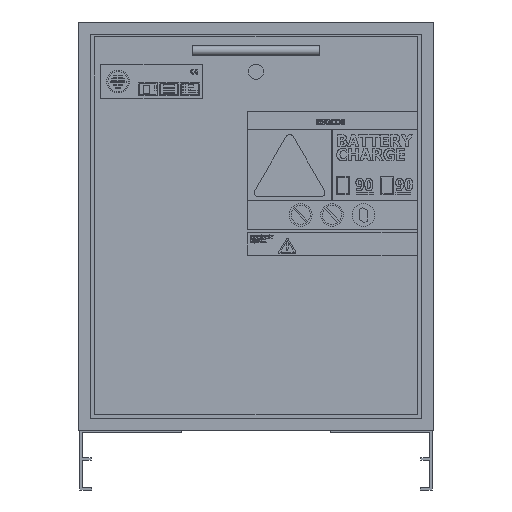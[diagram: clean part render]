
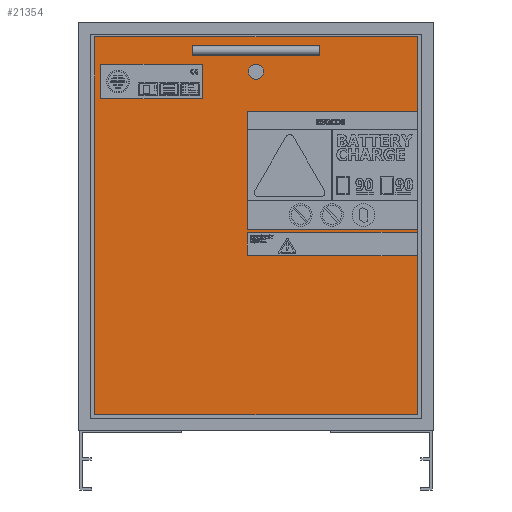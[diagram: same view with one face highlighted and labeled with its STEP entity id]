
A CAD part, front view. The second image highlights one B-rep face of the part: STEP entity #21354.
In plain terms, the highlighted planar face has unit normal (0, -1, 0).
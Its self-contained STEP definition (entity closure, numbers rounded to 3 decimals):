
#828=FACE_BOUND('',#2621,.T.);
#829=FACE_BOUND('',#2622,.T.);
#830=FACE_BOUND('',#2623,.T.);
#831=FACE_BOUND('',#2624,.T.);
#1405=FACE_OUTER_BOUND('',#2620,.T.);
#2620=EDGE_LOOP('',(#15057,#15058,#15059,#15060,#15061,#15062,#15063,#15064,
#15065,#15066,#15067,#15068,#15069,#15070,#15071,#15072));
#2621=EDGE_LOOP('',(#15073,#15074,#15075,#15076));
#2622=EDGE_LOOP('',(#15077,#15078,#15079,#15080));
#2623=EDGE_LOOP('',(#15081));
#2624=EDGE_LOOP('',(#15082,#15083,#15084,#15085));
#4255=LINE('',#30296,#6502);
#4258=LINE('',#30304,#6505);
#4261=LINE('',#30311,#6508);
#4262=LINE('',#30315,#6509);
#4263=LINE('',#30317,#6510);
#4264=LINE('',#30319,#6511);
#4265=LINE('',#30321,#6512);
#4266=LINE('',#30323,#6513);
#4267=LINE('',#30325,#6514);
#4268=LINE('',#30327,#6515);
#4269=LINE('',#30329,#6516);
#4270=LINE('',#30330,#6517);
#4271=LINE('',#30333,#6518);
#4272=LINE('',#30335,#6519);
#4273=LINE('',#30337,#6520);
#4274=LINE('',#30338,#6521);
#4275=LINE('',#30341,#6522);
#4276=LINE('',#30343,#6523);
#4277=LINE('',#30345,#6524);
#4278=LINE('',#30346,#6525);
#4279=LINE('',#30351,#6526);
#4280=LINE('',#30353,#6527);
#4281=LINE('',#30355,#6528);
#4282=LINE('',#30356,#6529);
#6502=VECTOR('',#24910,10.);
#6505=VECTOR('',#24919,10.);
#6508=VECTOR('',#24928,10.);
#6509=VECTOR('',#24933,10.);
#6510=VECTOR('',#24934,10.);
#6511=VECTOR('',#24935,10.);
#6512=VECTOR('',#24936,10.);
#6513=VECTOR('',#24937,10.);
#6514=VECTOR('',#24938,10.);
#6515=VECTOR('',#24939,10.);
#6516=VECTOR('',#24940,10.);
#6517=VECTOR('',#24941,10.);
#6518=VECTOR('',#24942,10.);
#6519=VECTOR('',#24943,10.);
#6520=VECTOR('',#24944,10.);
#6521=VECTOR('',#24945,10.);
#6522=VECTOR('',#24946,10.);
#6523=VECTOR('',#24947,10.);
#6524=VECTOR('',#24948,10.);
#6525=VECTOR('',#24949,10.);
#6526=VECTOR('',#24952,10.);
#6527=VECTOR('',#24953,10.);
#6528=VECTOR('',#24954,10.);
#6529=VECTOR('',#24955,10.);
#8096=CIRCLE('',#22577,2.);
#8097=CIRCLE('',#22579,2.);
#8098=CIRCLE('',#22582,2.);
#8099=CIRCLE('',#22585,2.);
#8100=CIRCLE('',#22589,12.5);
#8844=VERTEX_POINT('',#30283);
#8845=VERTEX_POINT('',#30284);
#8846=VERTEX_POINT('',#30289);
#8847=VERTEX_POINT('',#30290);
#8848=VERTEX_POINT('',#30295);
#8849=VERTEX_POINT('',#30299);
#8850=VERTEX_POINT('',#30303);
#8851=VERTEX_POINT('',#30307);
#8852=VERTEX_POINT('',#30314);
#8853=VERTEX_POINT('',#30316);
#8854=VERTEX_POINT('',#30318);
#8855=VERTEX_POINT('',#30320);
#8856=VERTEX_POINT('',#30322);
#8857=VERTEX_POINT('',#30324);
#8858=VERTEX_POINT('',#30326);
#8859=VERTEX_POINT('',#30328);
#8860=VERTEX_POINT('',#30331);
#8861=VERTEX_POINT('',#30332);
#8862=VERTEX_POINT('',#30334);
#8863=VERTEX_POINT('',#30336);
#8864=VERTEX_POINT('',#30339);
#8865=VERTEX_POINT('',#30340);
#8866=VERTEX_POINT('',#30342);
#8867=VERTEX_POINT('',#30344);
#8868=VERTEX_POINT('',#30347);
#8869=VERTEX_POINT('',#30349);
#8870=VERTEX_POINT('',#30350);
#8871=VERTEX_POINT('',#30352);
#8872=VERTEX_POINT('',#30354);
#11126=EDGE_CURVE('',#8844,#8845,#8096,.T.);
#11129=EDGE_CURVE('',#8846,#8847,#8097,.T.);
#11132=EDGE_CURVE('',#8847,#8848,#4255,.T.);
#11134=EDGE_CURVE('',#8848,#8849,#8098,.T.);
#11136=EDGE_CURVE('',#8849,#8850,#4258,.T.);
#11138=EDGE_CURVE('',#8850,#8851,#8099,.T.);
#11140=EDGE_CURVE('',#8851,#8844,#4261,.T.);
#11141=EDGE_CURVE('',#8845,#8852,#4262,.T.);
#11142=EDGE_CURVE('',#8852,#8853,#4263,.T.);
#11143=EDGE_CURVE('',#8853,#8854,#4264,.T.);
#11144=EDGE_CURVE('',#8854,#8855,#4265,.T.);
#11145=EDGE_CURVE('',#8855,#8856,#4266,.T.);
#11146=EDGE_CURVE('',#8857,#8856,#4267,.T.);
#11147=EDGE_CURVE('',#8857,#8858,#4268,.T.);
#11148=EDGE_CURVE('',#8859,#8858,#4269,.T.);
#11149=EDGE_CURVE('',#8859,#8846,#4270,.T.);
#11150=EDGE_CURVE('',#8860,#8861,#4271,.T.);
#11151=EDGE_CURVE('',#8861,#8862,#4272,.T.);
#11152=EDGE_CURVE('',#8862,#8863,#4273,.T.);
#11153=EDGE_CURVE('',#8863,#8860,#4274,.T.);
#11154=EDGE_CURVE('',#8864,#8865,#4275,.T.);
#11155=EDGE_CURVE('',#8865,#8866,#4276,.T.);
#11156=EDGE_CURVE('',#8866,#8867,#4277,.T.);
#11157=EDGE_CURVE('',#8867,#8864,#4278,.T.);
#11158=EDGE_CURVE('',#8868,#8868,#8100,.T.);
#11159=EDGE_CURVE('',#8869,#8870,#4279,.T.);
#11160=EDGE_CURVE('',#8870,#8871,#4280,.T.);
#11161=EDGE_CURVE('',#8871,#8872,#4281,.T.);
#11162=EDGE_CURVE('',#8872,#8869,#4282,.T.);
#15057=ORIENTED_EDGE('',*,*,#11129,.T.);
#15058=ORIENTED_EDGE('',*,*,#11132,.T.);
#15059=ORIENTED_EDGE('',*,*,#11134,.T.);
#15060=ORIENTED_EDGE('',*,*,#11136,.T.);
#15061=ORIENTED_EDGE('',*,*,#11138,.T.);
#15062=ORIENTED_EDGE('',*,*,#11140,.T.);
#15063=ORIENTED_EDGE('',*,*,#11126,.T.);
#15064=ORIENTED_EDGE('',*,*,#11141,.T.);
#15065=ORIENTED_EDGE('',*,*,#11142,.T.);
#15066=ORIENTED_EDGE('',*,*,#11143,.T.);
#15067=ORIENTED_EDGE('',*,*,#11144,.T.);
#15068=ORIENTED_EDGE('',*,*,#11145,.T.);
#15069=ORIENTED_EDGE('',*,*,#11146,.F.);
#15070=ORIENTED_EDGE('',*,*,#11147,.T.);
#15071=ORIENTED_EDGE('',*,*,#11148,.F.);
#15072=ORIENTED_EDGE('',*,*,#11149,.T.);
#15073=ORIENTED_EDGE('',*,*,#11150,.T.);
#15074=ORIENTED_EDGE('',*,*,#11151,.T.);
#15075=ORIENTED_EDGE('',*,*,#11152,.T.);
#15076=ORIENTED_EDGE('',*,*,#11153,.T.);
#15077=ORIENTED_EDGE('',*,*,#11154,.T.);
#15078=ORIENTED_EDGE('',*,*,#11155,.T.);
#15079=ORIENTED_EDGE('',*,*,#11156,.T.);
#15080=ORIENTED_EDGE('',*,*,#11157,.T.);
#15081=ORIENTED_EDGE('',*,*,#11158,.T.);
#15082=ORIENTED_EDGE('',*,*,#11159,.T.);
#15083=ORIENTED_EDGE('',*,*,#11160,.T.);
#15084=ORIENTED_EDGE('',*,*,#11161,.T.);
#15085=ORIENTED_EDGE('',*,*,#11162,.T.);
#19317=PLANE('',#22588);
#21354=ADVANCED_FACE('',(#1405,#828,#829,#830,#831),#19317,.T.);
#22577=AXIS2_PLACEMENT_3D('',#30285,#24898,#24899);
#22579=AXIS2_PLACEMENT_3D('',#30291,#24904,#24905);
#22582=AXIS2_PLACEMENT_3D('',#30300,#24914,#24915);
#22585=AXIS2_PLACEMENT_3D('',#30308,#24923,#24924);
#22588=AXIS2_PLACEMENT_3D('',#30313,#24931,#24932);
#22589=AXIS2_PLACEMENT_3D('',#30348,#24950,#24951);
#24898=DIRECTION('center_axis',(0.,1.,0.));
#24899=DIRECTION('ref_axis',(-1.,0.,0.));
#24904=DIRECTION('center_axis',(0.,1.,0.));
#24905=DIRECTION('ref_axis',(0.,0.,
1.));
#24910=DIRECTION('',(-1.,0.,0.));
#24914=DIRECTION('center_axis',(0.,1.,0.));
#24915=DIRECTION('ref_axis',(1.,0.,0.));
#24919=DIRECTION('',(0.,0.,1.));
#24923=DIRECTION('center_axis',(0.,1.,0.));
#24924=DIRECTION('ref_axis',(0.,0.,
-1.));
#24928=DIRECTION('',(1.,0.,0.));
#24931=DIRECTION('center_axis',(0.,-1.,0.));
#24932=DIRECTION('ref_axis',(1.,0.,0.));
#24933=DIRECTION('',(0.,0.,1.));
#24934=DIRECTION('',(-1.,0.,0.));
#24935=DIRECTION('',(0.,0.,1.));
#24936=DIRECTION('',(1.,0.,0.));
#24937=DIRECTION('',(0.,0.,1.));
#24938=DIRECTION('',(1.,0.,0.));
#24939=DIRECTION('',(0.,0.,-1.));
#24940=DIRECTION('',(-1.,0.,0.));
#24941=DIRECTION('',(0.,0.,1.));
#24942=DIRECTION('',(0.,0.,-1.));
#24943=DIRECTION('',(-1.,0.,0.));
#24944=DIRECTION('',(0.,0.,1.));
#24945=DIRECTION('',(1.,0.,0.));
#24946=DIRECTION('',(0.,0.,-1.));
#24947=DIRECTION('',(-1.,0.,0.));
#24948=DIRECTION('',(0.,0.,1.));
#24949=DIRECTION('',(1.,0.,0.));
#24950=DIRECTION('center_axis',(0.,1.,0.));
#24951=DIRECTION('ref_axis',(-1.,0.,0.));
#24952=DIRECTION('',(-1.,0.,0.));
#24953=DIRECTION('',(0.,0.,1.));
#24954=DIRECTION('',(1.,0.,0.));
#24955=DIRECTION('',(0.,0.,-1.));
#30283=CARTESIAN_POINT('',(267.25,-663.5,-10.44));
#30284=CARTESIAN_POINT('',(269.25,-663.5,-12.44));
#30285=CARTESIAN_POINT('Origin',(267.25,-663.5,-12.44));
#30289=CARTESIAN_POINT('',(269.25,-663.5,-47.44));
#30290=CARTESIAN_POINT('',(267.25,-663.5,-49.44));
#30291=CARTESIAN_POINT('Origin',(267.25,-663.5,-47.44));
#30295=CARTESIAN_POINT('',(-12.75,-663.5,-49.44));
#30296=CARTESIAN_POINT('',(-141.,-663.5,-49.44));
#30299=CARTESIAN_POINT('',(-14.75,-663.5,-47.44));
#30300=CARTESIAN_POINT('Origin',(-12.75,-663.5,-47.44));
#30303=CARTESIAN_POINT('',(-14.75,-663.5,-12.44));
#30304=CARTESIAN_POINT('',(-14.75,-663.5,-6.065));
#30307=CARTESIAN_POINT('',(-12.75,-663.5,-10.44));
#30308=CARTESIAN_POINT('Origin',(-12.75,-663.5,-12.44));
#30311=CARTESIAN_POINT('',(-1.,-663.5,-10.44));
#30313=CARTESIAN_POINT('Origin',(-269.25,-663.5,0.31));
#30314=CARTESIAN_POINT('',(269.25,-663.5,-5.44));
#30315=CARTESIAN_POINT('',(269.25,-663.5,0.31));
#30316=CARTESIAN_POINT('',(-14.75,-663.5,-5.44));
#30317=CARTESIAN_POINT('',(-71.,-663.5,-5.44));
#30318=CARTESIAN_POINT('',(-14.75,-663.5,190.56));
#30319=CARTESIAN_POINT('',(-14.75,-663.5,46.435));
#30320=CARTESIAN_POINT('',(269.25,-663.5,190.56));
#30321=CARTESIAN_POINT('',(-71.,-663.5,190.56));
#30322=CARTESIAN_POINT('',(269.25,-663.5,315.56));
#30323=CARTESIAN_POINT('',(269.25,-663.5,0.31));
#30324=CARTESIAN_POINT('',(-269.25,-663.5,315.56));
#30325=CARTESIAN_POINT('',(-269.25,-663.5,315.56));
#30326=CARTESIAN_POINT('',(-269.25,-663.5,-314.94));
#30327=CARTESIAN_POINT('',(-269.25,-663.5,0.31));
#30328=CARTESIAN_POINT('',(269.25,-663.5,-314.94));
#30329=CARTESIAN_POINT('',(-269.25,-663.5,-314.94));
#30330=CARTESIAN_POINT('',(269.25,-663.5,0.31));
#30331=CARTESIAN_POINT('',(106.,-663.5,299.56));
#30332=CARTESIAN_POINT('',(106.,-663.5,285.56));
#30333=CARTESIAN_POINT('',(106.,-663.5,142.935));
#30334=CARTESIAN_POINT('',(86.,-663.5,285.56));
#30335=CARTESIAN_POINT('',(-91.625,-663.5,285.56));
#30336=CARTESIAN_POINT('',(86.,-663.5,299.56));
#30337=CARTESIAN_POINT('',(86.,-663.5,149.935));
#30338=CARTESIAN_POINT('',(-81.625,-663.5,299.56));
#30339=CARTESIAN_POINT('',(-86.,-663.5,299.56));
#30340=CARTESIAN_POINT('',(-86.,-663.5,285.56));
#30341=CARTESIAN_POINT('',(-86.,-663.5,142.935));
#30342=CARTESIAN_POINT('',(-106.,-663.5,285.56));
#30343=CARTESIAN_POINT('',(-187.625,-663.5,285.56));
#30344=CARTESIAN_POINT('',(-106.,-663.5,299.56));
#30345=CARTESIAN_POINT('',(-106.,-663.5,149.935));
#30346=CARTESIAN_POINT('',(-177.625,-663.5,299.56));
#30347=CARTESIAN_POINT('',(12.5,-663.5,257.56));
#30348=CARTESIAN_POINT('Origin',(0.,-663.5,257.56));
#30349=CARTESIAN_POINT('',(-89.25,-663.5,212.56));
#30350=CARTESIAN_POINT('',(-259.25,-663.5,212.56));
#30351=CARTESIAN_POINT('',(-221.75,-663.5,212.56));
#30352=CARTESIAN_POINT('',(-259.25,-663.5,269.56));
#30353=CARTESIAN_POINT('',(-259.25,-663.5,120.685));
#30354=CARTESIAN_POINT('',(-89.25,-663.5,269.56));
#30355=CARTESIAN_POINT('',(-221.75,-663.5,269.56));
#30356=CARTESIAN_POINT('',(-89.25,-663.5,120.685));
